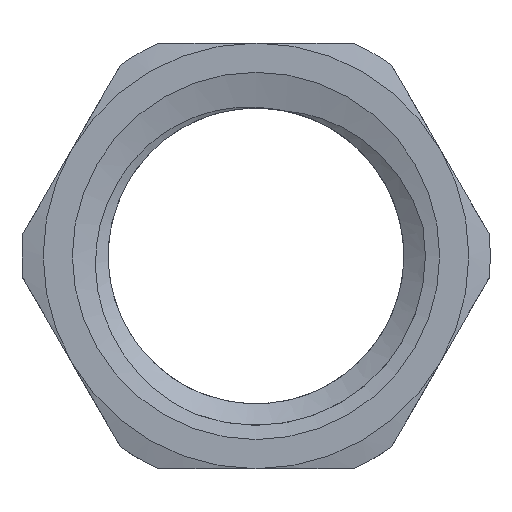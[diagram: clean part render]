
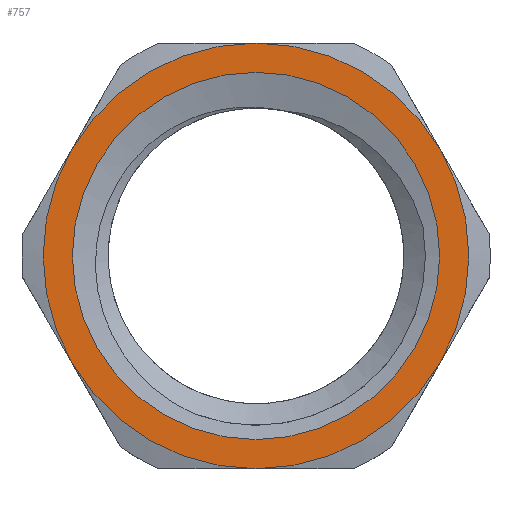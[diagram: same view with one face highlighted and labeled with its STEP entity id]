
A CAD part, top view. The second image highlights one B-rep face of the part: STEP entity #757.
In plain terms, the highlighted planar face has unit normal (0, 0, 1).
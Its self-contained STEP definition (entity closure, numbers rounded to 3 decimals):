
#109=PLANE('',#853);
#126=FACE_BOUND('',#207,.T.);
#159=FACE_OUTER_BOUND('',#206,.T.);
#206=EDGE_LOOP('',(#633,#634,#635,#636,#637,#638));
#207=EDGE_LOOP('',(#639));
#232=CIRCLE('',#784,6.471);
#272=CIRCLE('',#852,7.5);
#273=CIRCLE('',#854,7.5);
#274=CIRCLE('',#855,7.5);
#275=CIRCLE('',#856,7.5);
#276=CIRCLE('',#857,7.5);
#277=CIRCLE('',#858,7.5);
#290=VERTEX_POINT('',#1172);
#339=VERTEX_POINT('',#1644);
#347=VERTEX_POINT('',#1711);
#349=VERTEX_POINT('',#1722);
#350=VERTEX_POINT('',#1732);
#351=VERTEX_POINT('',#1736);
#352=VERTEX_POINT('',#1742);
#366=EDGE_CURVE('',#290,#290,#232,.T.);
#456=EDGE_CURVE('',#351,#350,#272,.T.);
#457=EDGE_CURVE('',#352,#351,#273,.T.);
#458=EDGE_CURVE('',#339,#352,#274,.T.);
#459=EDGE_CURVE('',#347,#339,#275,.T.);
#460=EDGE_CURVE('',#349,#347,#276,.T.);
#461=EDGE_CURVE('',#350,#349,#277,.T.);
#633=ORIENTED_EDGE('',*,*,#456,.F.);
#634=ORIENTED_EDGE('',*,*,#457,.F.);
#635=ORIENTED_EDGE('',*,*,#458,.F.);
#636=ORIENTED_EDGE('',*,*,#459,.F.);
#637=ORIENTED_EDGE('',*,*,#460,.F.);
#638=ORIENTED_EDGE('',*,*,#461,.F.);
#639=ORIENTED_EDGE('',*,*,#366,.T.);
#757=ADVANCED_FACE('',(#159,#126),#109,.T.);
#784=AXIS2_PLACEMENT_3D('',#1173,#889,#890);
#852=AXIS2_PLACEMENT_3D('',#1740,#1051,#1052);
#853=AXIS2_PLACEMENT_3D('',#1741,#1053,#1054);
#854=AXIS2_PLACEMENT_3D('',#1743,#1055,#1056);
#855=AXIS2_PLACEMENT_3D('',#1744,#1057,#1058);
#856=AXIS2_PLACEMENT_3D('',#1745,#1059,#1060);
#857=AXIS2_PLACEMENT_3D('',#1746,#1061,#1062);
#858=AXIS2_PLACEMENT_3D('',#1747,#1063,#1064);
#889=DIRECTION('center_axis',(0.,0.,-1.));
#890=DIRECTION('ref_axis',(0.,1.,0.));
#1051=DIRECTION('center_axis',(0.,0.,-1.));
#1052=DIRECTION('ref_axis',(0.417,-0.909,0.));
#1053=DIRECTION('center_axis',(0.,0.,1.));
#1054=DIRECTION('ref_axis',(1.,0.,0.));
#1055=DIRECTION('center_axis',(0.,0.,-1.));
#1056=DIRECTION('ref_axis',(0.996,-0.094,0.));
#1057=DIRECTION('center_axis',(0.,0.,-1.));
#1058=DIRECTION('ref_axis',(0.579,0.815,0.));
#1059=DIRECTION('center_axis',(0.,0.,-1.));
#1060=DIRECTION('ref_axis',(-0.417,0.909,0.));
#1061=DIRECTION('center_axis',(0.,0.,-1.));
#1062=DIRECTION('ref_axis',(-0.996,0.094,0.));
#1063=DIRECTION('center_axis',(0.,0.,-1.));
#1064=DIRECTION('ref_axis',(-0.579,-0.815,0.));
#1172=CARTESIAN_POINT('',(0.,6.471,3.3));
#1173=CARTESIAN_POINT('Origin',(0.,0.,3.3));
#1644=CARTESIAN_POINT('',(0.,7.5,3.3));
#1711=CARTESIAN_POINT('',(-6.495,3.75,3.3));
#1722=CARTESIAN_POINT('',(-6.495,-3.75,3.3));
#1732=CARTESIAN_POINT('',(0.,-7.5,3.3));
#1736=CARTESIAN_POINT('',(6.495,-3.75,3.3));
#1740=CARTESIAN_POINT('Origin',(0.,0.,3.3));
#1741=CARTESIAN_POINT('Origin',(0.,0.,3.3));
#1742=CARTESIAN_POINT('',(6.495,3.75,3.3));
#1743=CARTESIAN_POINT('Origin',(0.,0.,3.3));
#1744=CARTESIAN_POINT('Origin',(0.,0.,3.3));
#1745=CARTESIAN_POINT('Origin',(0.,0.,3.3));
#1746=CARTESIAN_POINT('Origin',(0.,0.,3.3));
#1747=CARTESIAN_POINT('Origin',(0.,0.,3.3));
